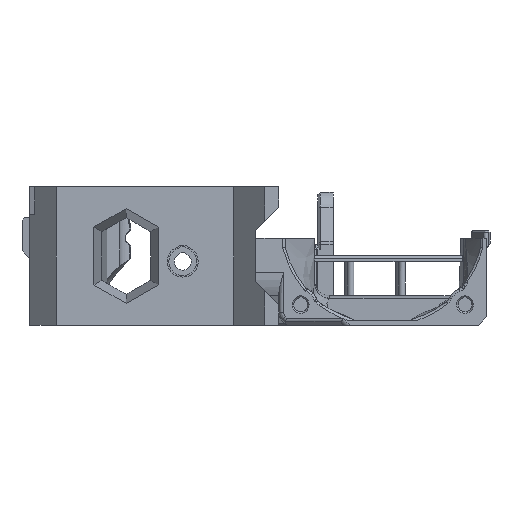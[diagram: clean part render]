
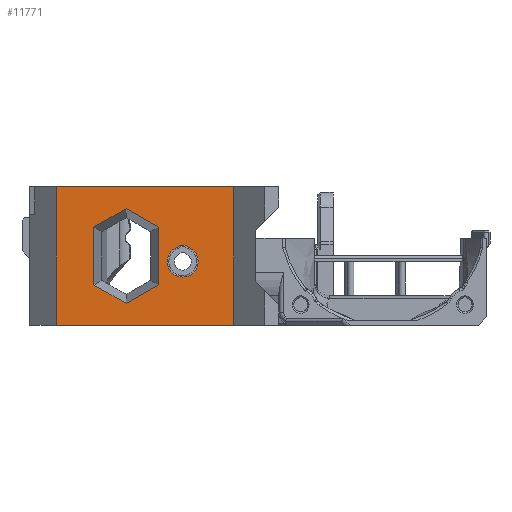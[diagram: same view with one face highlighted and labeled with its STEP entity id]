
A CAD part, left-side view. The second image highlights one B-rep face of the part: STEP entity #11771.
In plain terms, the highlighted planar face has unit normal (-1, 0, 0).
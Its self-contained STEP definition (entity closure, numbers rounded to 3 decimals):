
#107=FACE_BOUND('',#1765,.T.);
#108=FACE_BOUND('',#1766,.T.);
#539=CIRCLE('',#12488,3.);
#1084=FACE_OUTER_BOUND('',#1764,.T.);
#1764=EDGE_LOOP('',(#8223,#8224,#8225,#8226));
#1765=EDGE_LOOP('',(#8227,#8228,#8229,#8230));
#1766=EDGE_LOOP('',(#8231,#8232,#8233,#8234,#8235,#8236));
#2656=LINE('',#17477,#3814);
#2657=LINE('',#17479,#3815);
#2658=LINE('',#17481,#3816);
#2659=LINE('',#17482,#3817);
#2660=LINE('',#17485,#3818);
#2661=LINE('',#17489,#3819);
#2662=LINE('',#17490,#3820);
#2663=LINE('',#17493,#3821);
#2664=LINE('',#17495,#3822);
#2665=LINE('',#17497,#3823);
#2666=LINE('',#17499,#3824);
#2667=LINE('',#17501,#3825);
#2668=LINE('',#17502,#3826);
#3814=VECTOR('',#14017,10.);
#3815=VECTOR('',#14018,10.);
#3816=VECTOR('',#14019,10.);
#3817=VECTOR('',#14020,10.);
#3818=VECTOR('',#14021,10.);
#3819=VECTOR('',#14024,10.);
#3820=VECTOR('',#14025,10.);
#3821=VECTOR('',#14026,10.);
#3822=VECTOR('',#14027,10.);
#3823=VECTOR('',#14028,10.);
#3824=VECTOR('',#14029,10.);
#3825=VECTOR('',#14030,10.);
#3826=VECTOR('',#14031,10.);
#4909=VERTEX_POINT('',#17475);
#4910=VERTEX_POINT('',#17476);
#4911=VERTEX_POINT('',#17478);
#4912=VERTEX_POINT('',#17480);
#4913=VERTEX_POINT('',#17483);
#4914=VERTEX_POINT('',#17484);
#4915=VERTEX_POINT('',#17486);
#4916=VERTEX_POINT('',#17488);
#4917=VERTEX_POINT('',#17491);
#4918=VERTEX_POINT('',#17492);
#4919=VERTEX_POINT('',#17494);
#4920=VERTEX_POINT('',#17496);
#4921=VERTEX_POINT('',#17498);
#4922=VERTEX_POINT('',#17500);
#6159=EDGE_CURVE('',#4909,#4910,#2656,.T.);
#6160=EDGE_CURVE('',#4911,#4910,#2657,.T.);
#6161=EDGE_CURVE('',#4912,#4911,#2658,.T.);
#6162=EDGE_CURVE('',#4909,#4912,#2659,.T.);
#6163=EDGE_CURVE('',#4913,#4914,#2660,.T.);
#6164=EDGE_CURVE('',#4914,#4915,#539,.T.);
#6165=EDGE_CURVE('',#4915,#4916,#2661,.T.);
#6166=EDGE_CURVE('',#4916,#4913,#2662,.T.);
#6167=EDGE_CURVE('',#4917,#4918,#2663,.T.);
#6168=EDGE_CURVE('',#4919,#4917,#2664,.T.);
#6169=EDGE_CURVE('',#4920,#4919,#2665,.T.);
#6170=EDGE_CURVE('',#4921,#4920,#2666,.T.);
#6171=EDGE_CURVE('',#4922,#4921,#2667,.T.);
#6172=EDGE_CURVE('',#4918,#4922,#2668,.T.);
#8223=ORIENTED_EDGE('',*,*,#6159,.T.);
#8224=ORIENTED_EDGE('',*,*,#6160,.F.);
#8225=ORIENTED_EDGE('',*,*,#6161,.F.);
#8226=ORIENTED_EDGE('',*,*,#6162,.F.);
#8227=ORIENTED_EDGE('',*,*,#6163,.T.);
#8228=ORIENTED_EDGE('',*,*,#6164,.T.);
#8229=ORIENTED_EDGE('',*,*,#6165,.T.);
#8230=ORIENTED_EDGE('',*,*,#6166,.T.);
#8231=ORIENTED_EDGE('',*,*,#6167,.F.);
#8232=ORIENTED_EDGE('',*,*,#6168,.F.);
#8233=ORIENTED_EDGE('',*,*,#6169,.F.);
#8234=ORIENTED_EDGE('',*,*,#6170,.F.);
#8235=ORIENTED_EDGE('',*,*,#6171,.F.);
#8236=ORIENTED_EDGE('',*,*,#6172,.F.);
#11327=PLANE('',#12487);
#11771=ADVANCED_FACE('',(#1084,#107,#108),#11327,.T.);
#12487=AXIS2_PLACEMENT_3D('',#17474,#14015,#14016);
#12488=AXIS2_PLACEMENT_3D('',#17487,#14022,#14023);
#14015=DIRECTION('center_axis',(-1.,0.,0.));
#14016=DIRECTION('ref_axis',(0.,-1.,0.));
#14017=DIRECTION('',(0.,0.,1.));
#14018=DIRECTION('',(0.,-1.,0.));
#14019=DIRECTION('',(0.,0.,1.));
#14020=DIRECTION('',(0.,1.,0.));
#14021=DIRECTION('',(0.,-0.866,-0.5));
#14022=DIRECTION('center_axis',(1.,0.,0.));
#14023=DIRECTION('ref_axis',(0.,-1.,0.));
#14024=DIRECTION('',(0.,-0.866,0.5));
#14025=DIRECTION('',(0.,-1.,0.));
#14026=DIRECTION('',(0.,-0.866,0.5));
#14027=DIRECTION('',(0.,-0.866,-0.5));
#14028=DIRECTION('',(0.,0.,-1.));
#14029=DIRECTION('',(0.,0.866,-0.5));
#14030=DIRECTION('',(0.,0.866,0.5));
#14031=DIRECTION('',(0.,0.,1.));
#17474=CARTESIAN_POINT('Origin',(-21.,16.8,0.));
#17475=CARTESIAN_POINT('',(-21.,-17.757,0.));
#17476=CARTESIAN_POINT('',(-21.,-17.757,27.));
#17477=CARTESIAN_POINT('',(-21.,-17.757,0.));
#17478=CARTESIAN_POINT('',(-21.,16.8,27.));
#17479=CARTESIAN_POINT('',(-21.,-21.,27.));
#17480=CARTESIAN_POINT('',(-21.,16.8,0.));
#17481=CARTESIAN_POINT('',(-21.,16.8,0.));
#17482=CARTESIAN_POINT('',(-21.,-21.,0.));
#17483=CARTESIAN_POINT('',(-21.,-8.257,15.59));
#17484=CARTESIAN_POINT('',(-21.,-9.3,14.988));
#17485=CARTESIAN_POINT('',(-21.,-2.236,19.066));
#17486=CARTESIAN_POINT('',(-21.,-6.3,14.988));
#17487=CARTESIAN_POINT('Origin',(-21.,-7.8,12.39));
#17488=CARTESIAN_POINT('',(-21.,-7.343,15.59));
#17489=CARTESIAN_POINT('',(-21.,5.608,8.113));
#17490=CARTESIAN_POINT('',(-21.,4.729,15.59));
#17491=CARTESIAN_POINT('',(-21.,3.237,4.268));
#17492=CARTESIAN_POINT('',(-21.,-3.026,7.884));
#17493=CARTESIAN_POINT('',(-21.,6.491,2.389));
#17494=CARTESIAN_POINT('',(-21.,9.5,7.884));
#17495=CARTESIAN_POINT('',(-21.,7.774,6.887));
#17496=CARTESIAN_POINT('',(-21.,9.5,19.116));
#17497=CARTESIAN_POINT('',(-21.,9.5,4.375));
#17498=CARTESIAN_POINT('',(-21.,3.237,22.732));
#17499=CARTESIAN_POINT('',(-21.,16.001,15.363));
#17500=CARTESIAN_POINT('',(-21.,-3.026,19.116));
#17501=CARTESIAN_POINT('',(-21.,3.026,22.611));
#17502=CARTESIAN_POINT('',(-21.,-3.026,9.125));
